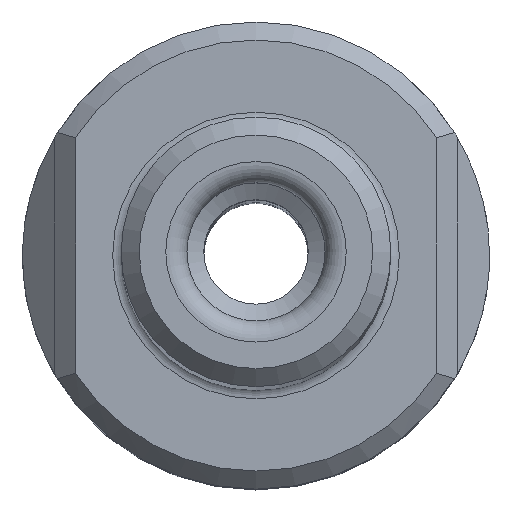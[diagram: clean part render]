
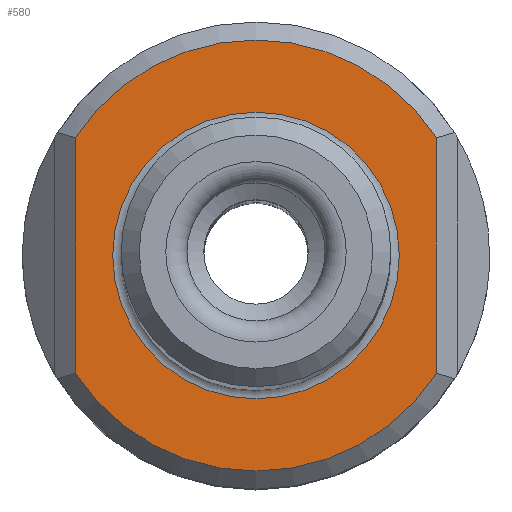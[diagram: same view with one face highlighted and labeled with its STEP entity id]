
A CAD part, top view. The second image highlights one B-rep face of the part: STEP entity #580.
In plain terms, the highlighted planar face has unit normal (0, 0, 1).
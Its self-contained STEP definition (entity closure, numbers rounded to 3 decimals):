
#27=PLANE('',#627);
#40=LINE('',#841,#50);
#41=LINE('',#846,#51);
#50=VECTOR('',#712,1000.);
#51=VECTOR('',#715,1000.);
#87=ORIENTED_EDGE('',*,*,#175,.F.);
#88=ORIENTED_EDGE('',*,*,#176,.F.);
#89=ORIENTED_EDGE('',*,*,#177,.T.);
#90=ORIENTED_EDGE('',*,*,#178,.F.);
#91=ORIENTED_EDGE('',*,*,#179,.T.);
#175=EDGE_CURVE('',#219,#219,#245,.T.);
#176=EDGE_CURVE('',#220,#221,#40,.T.);
#177=EDGE_CURVE('',#220,#222,#246,.F.);
#178=EDGE_CURVE('',#223,#222,#41,.T.);
#179=EDGE_CURVE('',#223,#221,#247,.F.);
#219=VERTEX_POINT('',#840);
#220=VERTEX_POINT('',#842);
#221=VERTEX_POINT('',#843);
#222=VERTEX_POINT('',#845);
#223=VERTEX_POINT('',#847);
#245=CIRCLE('',#628,6.75);
#246=CIRCLE('',#629,10.15);
#247=CIRCLE('',#630,10.15);
#268=EDGE_LOOP('',(#87));
#269=EDGE_LOOP('',(#88,#89,#90,#91));
#318=FACE_BOUND('',#268,.T.);
#319=FACE_BOUND('',#269,.T.);
#580=ADVANCED_FACE('',(#318,#319),#27,.F.);
#627=AXIS2_PLACEMENT_3D('',#838,#708,#709);
#628=AXIS2_PLACEMENT_3D('',#839,#710,#711);
#629=AXIS2_PLACEMENT_3D('',#844,#713,#714);
#630=AXIS2_PLACEMENT_3D('',#848,#716,#717);
#708=DIRECTION('',(0.,0.,-1.));
#709=DIRECTION('',(-1.,0.,0.));
#710=DIRECTION('',(0.,0.,1.));
#711=DIRECTION('',(1.,0.,0.));
#712=DIRECTION('',(0.,-1.,0.));
#713=DIRECTION('',(0.,0.,-1.));
#714=DIRECTION('',(-1.,0.,0.));
#715=DIRECTION('',(0.,1.,0.));
#716=DIRECTION('',(0.,0.,-1.));
#717=DIRECTION('',(-1.,0.,0.));
#838=CARTESIAN_POINT('',(11.,0.,36.));
#839=CARTESIAN_POINT('',(0.,0.,36.));
#840=CARTESIAN_POINT('',(6.75,0.,36.));
#841=CARTESIAN_POINT('',(8.5,0.,36.));
#842=CARTESIAN_POINT('',(8.5,5.547,36.));
#843=CARTESIAN_POINT('',(8.5,-5.547,36.));
#844=CARTESIAN_POINT('',(0.,0.,36.));
#845=CARTESIAN_POINT('',(-8.5,5.547,36.));
#846=CARTESIAN_POINT('',(-8.5,0.,36.));
#847=CARTESIAN_POINT('',(-8.5,-5.547,36.));
#848=CARTESIAN_POINT('',(0.,0.,36.));
